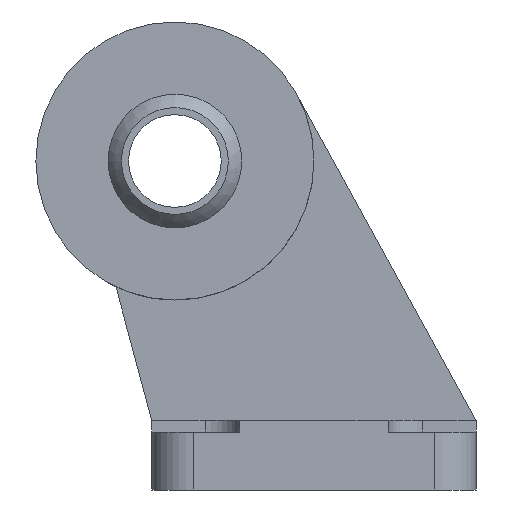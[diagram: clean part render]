
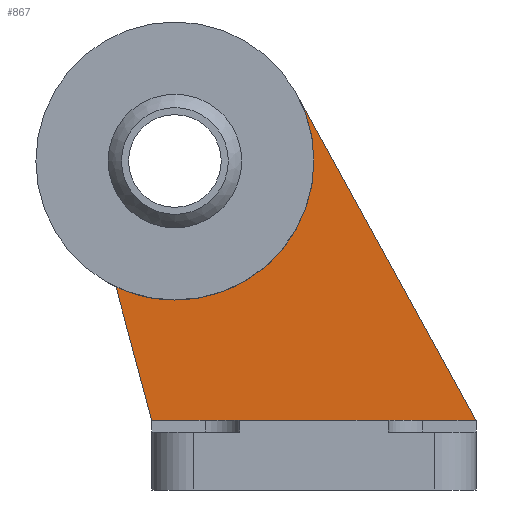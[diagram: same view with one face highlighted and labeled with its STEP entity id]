
A CAD part, left-side view. The second image highlights one B-rep face of the part: STEP entity #867.
In plain terms, the highlighted planar face has unit normal (-1, 0, 0).
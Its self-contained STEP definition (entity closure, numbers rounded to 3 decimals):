
#47=PLANE('',#969);
#86=FACE_OUTER_BOUND('',#140,.T.);
#140=EDGE_LOOP('',(#695,#696,#697,#698));
#220=LINE('',#1438,#295);
#222=LINE('',#1442,#297);
#224=LINE('',#1445,#299);
#295=VECTOR('',#1179,10.);
#297=VECTOR('',#1183,10.);
#299=VECTOR('',#1187,10.);
#349=CIRCLE('',#970,30.);
#419=VERTEX_POINT('',#1413);
#421=VERTEX_POINT('',#1422);
#426=VERTEX_POINT('',#1437);
#427=VERTEX_POINT('',#1441);
#527=EDGE_CURVE('',#426,#419,#220,.T.);
#529=EDGE_CURVE('',#421,#427,#222,.T.);
#531=EDGE_CURVE('',#419,#421,#224,.T.);
#532=EDGE_CURVE('',#427,#426,#349,.T.);
#695=ORIENTED_EDGE('',*,*,#531,.F.);
#696=ORIENTED_EDGE('',*,*,#527,.F.);
#697=ORIENTED_EDGE('',*,*,#532,.F.);
#698=ORIENTED_EDGE('',*,*,#529,.F.);
#867=ADVANCED_FACE('',(#86),#47,.F.);
#969=AXIS2_PLACEMENT_3D('',#1444,#1185,#1186);
#970=AXIS2_PLACEMENT_3D('',#1446,#1188,#1189);
#1179=DIRECTION('',(0.,-0.482,-0.876));
#1183=DIRECTION('',(0.,0.259,0.966));
#1185=DIRECTION('center_axis',(1.,0.,0.));
#1186=DIRECTION('ref_axis',(0.,0.,-1.));
#1187=DIRECTION('',(0.,1.,0.));
#1188=DIRECTION('center_axis',(-1.,0.,0.));
#1189=DIRECTION('ref_axis',(0.,0.,-1.));
#1413=CARTESIAN_POINT('',(-8.5,-35.,15.));
#1422=CARTESIAN_POINT('',(-8.5,35.,15.));
#1437=CARTESIAN_POINT('',(-8.5,3.708,85.447));
#1438=CARTESIAN_POINT('',(-8.5,-35.,15.));
#1441=CARTESIAN_POINT('',(-8.5,42.726,43.833));
#1442=CARTESIAN_POINT('',(-8.5,42.726,43.833));
#1444=CARTESIAN_POINT('Origin',(-8.5,29.343,70.384));
#1445=CARTESIAN_POINT('',(-8.5,14.672,15.));
#1446=CARTESIAN_POINT('Origin',(-8.5,30.,71.));
